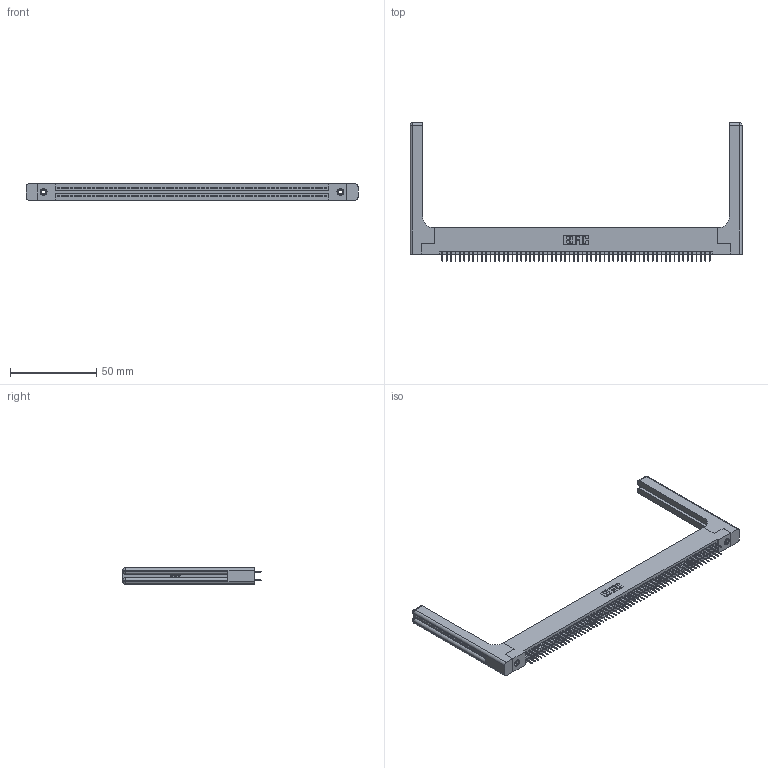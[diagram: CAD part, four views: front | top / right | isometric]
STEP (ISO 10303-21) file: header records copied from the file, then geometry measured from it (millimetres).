
FILE_DESCRIPTION (( 'STEP AP203' ), '1' );
FILE_NAME ('395-124-524-258.STEP', '2019-10-28T10:56:00', ( '' ), ( '' ), 'SwSTEP 2.0', 'SolidWorks 2016', '' );
FILE_SCHEMA (( 'CONFIG_CONTROL_DESIGN' ));
Length unit declared in the file: inch
Products named in the file (5): 345-220-058_345-220-058; 395-124-524-258; 345 Part_Flush Mounting Lugs - 0.156 Dia-TH; 345-292-001_345-293-124; 345-250-001_345-250-001-102
Assembly tree (129 placements, depth 2):
  395-124-524-258
    345 Part_Flush Mounting Lugs - 0.156 Dia-TH
    345-292-001_345-293-124  x124
    345-250-001_345-250-001-102  x2
    345-220-058_345-220-058  x2
Bounding box: 192.51 x 80.31 x 9.4 mm (x, y, z)
Volume: 27173.4 mm3; surface area: 32590.1 mm2
Topology: 129 solids, 129 shells, 7078 faces, 19979 edges, 12802 vertices
Faces by surface type: plane 5064, cylinder 1954, bspline 36, cone 12, sphere 8, torus 4
Entity records: 51210 total; most frequent: CARTESIAN_POINT 9557, ORIENTED_EDGE 8288, DIRECTION 7336, EDGE_CURVE 4144, VECTOR 3676, LINE 3676, VERTEX_POINT 2750, AXIS2_PLACEMENT_3D 1830
